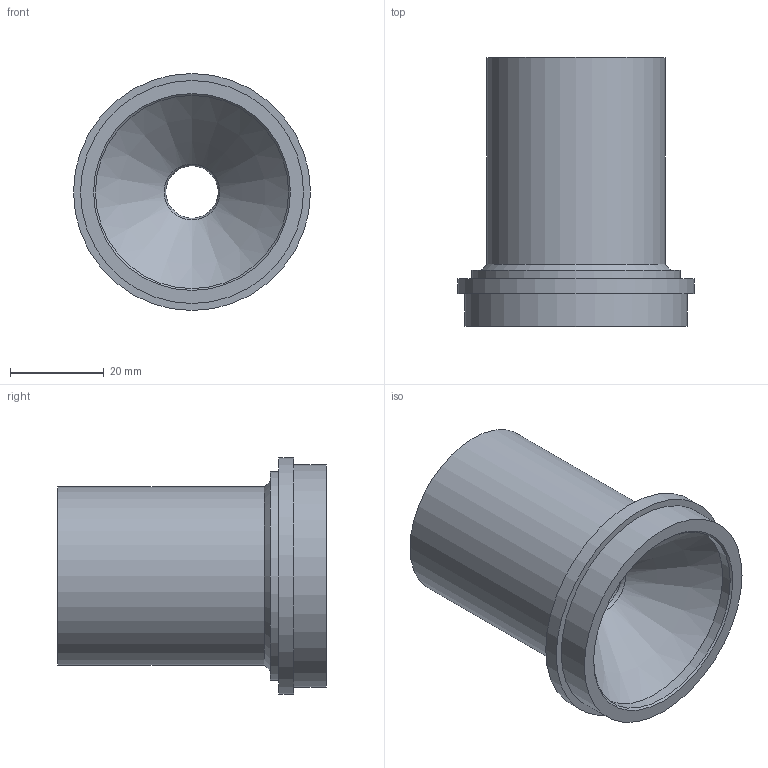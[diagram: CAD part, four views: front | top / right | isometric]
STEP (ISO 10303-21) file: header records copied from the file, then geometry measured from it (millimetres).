
FILE_DESCRIPTION(/* description */ (''),/* implementation_level */ '2;1');
FILE_NAME(/* name */ '54mm_nozzle_draft.stp',/* time_stamp */ '2022-04-13T19:55:22-05:00',/* author */ (''),/* organization */ (''),/* preprocessor_version */ 'ST-DEVELOPER v16.7',/* originating_system */ 'SIEMENS PLM Software NX 1934',/* authorisation */ '');
FILE_SCHEMA (('AUTOMOTIVE_DESIGN { 1 0 10303 214 3 1 1 1 }'));
Length unit declared in the file: inch
Products named in the file (1): 54mm_nozzle_draft
Bounding box: 50.55 x 57.31 x 50.55 mm (x, y, z)
Volume: 45780.9 mm3; surface area: 13811 mm2
Topology: 1 solids, 1 shells, 17 faces, 29 edges, 17 vertices
Faces by surface type: cylinder 6, plane 5, cone 4, torus 2
Full cylindrical faces by diameter (mm): 11.176 x1, 38.1 x1, 41.199 x1, 44.425 x1, 47.549 x1, 50.546 x1
Entity records: 374 total; most frequent: DIRECTION 70, CARTESIAN_POINT 52, AXIS2_PLACEMENT_3D 35, FACE_BOUND 34, EDGE_LOOP 34, ORIENTED_EDGE 34, ADVANCED_FACE 17, VERTEX_POINT 17
